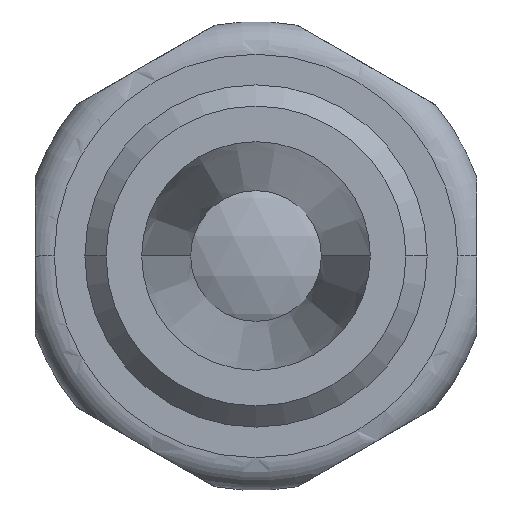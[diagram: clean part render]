
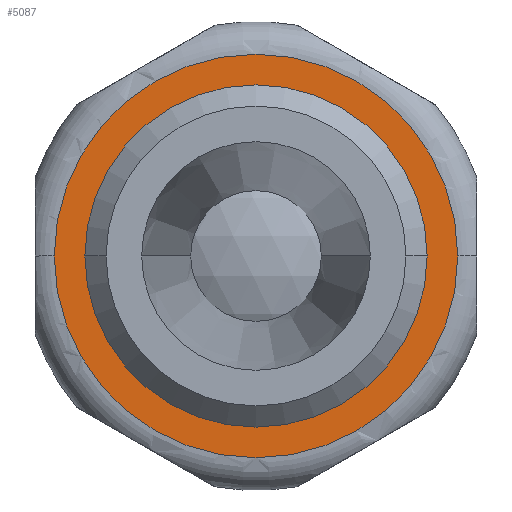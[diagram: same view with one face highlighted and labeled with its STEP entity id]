
A CAD part, left-side view. The second image highlights one B-rep face of the part: STEP entity #5087.
In plain terms, the highlighted planar face has unit normal (-1, 0, 0).
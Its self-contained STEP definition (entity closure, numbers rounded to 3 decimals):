
#4484=CARTESIAN_POINT('',(-40.5,0.,0.));
#4485=DIRECTION('',(-1.,0.,0.));
#4486=DIRECTION('',(0.,1.,0.));
#4487=AXIS2_PLACEMENT_3D('',#4484,#4485,#4486);
#4489=CARTESIAN_POINT('',(-40.5,0.,0.));
#4490=DIRECTION('',(-1.,0.,0.));
#4491=DIRECTION('',(0.,-1.,0.));
#4492=AXIS2_PLACEMENT_3D('',#4489,#4490,#4491);
#4494=CARTESIAN_POINT('',(-40.5,0.,0.));
#4495=DIRECTION('',(1.,0.,0.));
#4496=DIRECTION('',(0.,-1.,0.));
#4497=AXIS2_PLACEMENT_3D('',#4494,#4495,#4496);
#4499=CARTESIAN_POINT('',(-40.5,0.,0.));
#4500=DIRECTION('',(1.,0.,0.));
#4501=DIRECTION('',(0.,1.,0.));
#4502=AXIS2_PLACEMENT_3D('',#4499,#4500,#4501);
#4642=CARTESIAN_POINT('',(-40.5,12.35,0.));
#4643=CARTESIAN_POINT('',(-40.5,-12.35,0.));
#4644=VERTEX_POINT('',#4642);
#4645=VERTEX_POINT('',#4643);
#4744=CARTESIAN_POINT('',(-40.5,-10.,0.));
#4745=CARTESIAN_POINT('',(-40.5,10.,0.));
#4746=VERTEX_POINT('',#4744);
#4747=VERTEX_POINT('',#4745);
#5072=CARTESIAN_POINT('',(-40.5,0.,0.));
#5073=DIRECTION('',(-1.,0.,0.));
#5074=DIRECTION('',(0.,1.,0.));
#5075=AXIS2_PLACEMENT_3D('',#5072,#5073,#5074);
#5076=PLANE('',#5075);
#5077=ORIENTED_EDGE('',*,*,#4887,.F.);
#5078=ORIENTED_EDGE('',*,*,#5058,.F.);
#5079=EDGE_LOOP('',(#5077,#5078));
#5080=FACE_OUTER_BOUND('',#5079,.F.);
#5082=ORIENTED_EDGE('',*,*,#5081,.F.);
#5084=ORIENTED_EDGE('',*,*,#5083,.F.);
#5085=EDGE_LOOP('',(#5082,#5084));
#5086=FACE_BOUND('',#5085,.F.);
#5087=ADVANCED_FACE('',(#5080,#5086),#5076,.T.);
#4488=CIRCLE('',#4487,12.35);
#4493=CIRCLE('',#4492,12.35);
#4498=CIRCLE('',#4497,10.);
#4503=CIRCLE('',#4502,10.);
#4887=EDGE_CURVE('',#4644,#4645,#4488,.T.);
#5058=EDGE_CURVE('',#4645,#4644,#4493,.T.);
#5081=EDGE_CURVE('',#4746,#4747,#4498,.T.);
#5083=EDGE_CURVE('',#4747,#4746,#4503,.T.);
